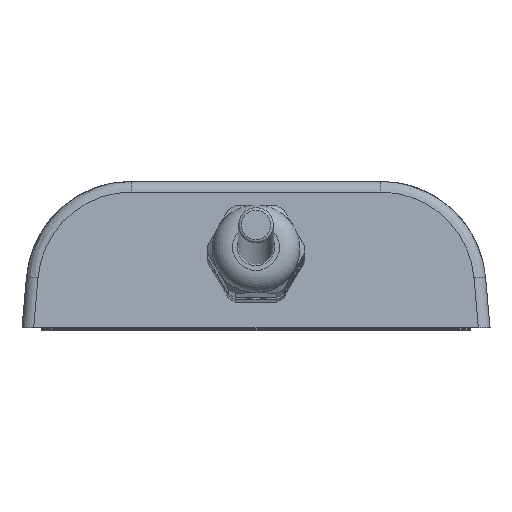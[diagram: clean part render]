
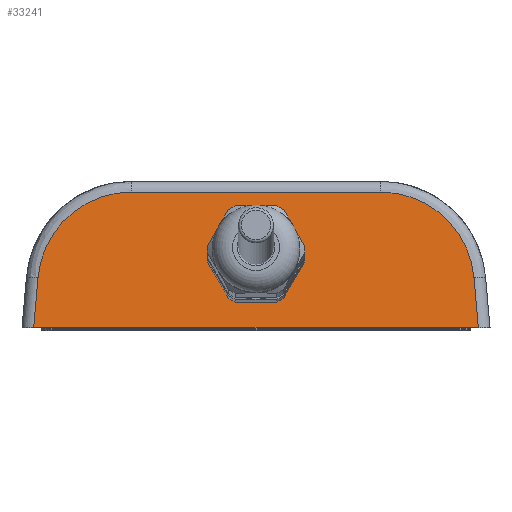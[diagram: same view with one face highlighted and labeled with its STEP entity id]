
A CAD part, front view. The second image highlights one B-rep face of the part: STEP entity #33241.
In plain terms, the highlighted face is planar.
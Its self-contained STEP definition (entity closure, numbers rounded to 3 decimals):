
#234=ELLIPSE('',#35335,16.061,16.);
#235=ELLIPSE('',#35336,16.061,16.);
#702=FACE_BOUND('',#13419,.T.);
#1604=PLANE('',#35337);
#4483=LINE('',#51634,#8531);
#4495=LINE('',#51675,#8543);
#4496=LINE('',#51678,#8544);
#4743=LINE('',#53663,#8791);
#8531=VECTOR('',#40767,10.);
#8543=VECTOR('',#40803,10.);
#8544=VECTOR('',#40806,10.);
#8791=VECTOR('',#41499,10.);
#11588=FACE_OUTER_BOUND('',#13418,.T.);
#13418=EDGE_LOOP('',(#29028,#29029,#29030,#29031,#29032,#29033));
#13419=EDGE_LOOP('',(#29034));
#14214=CIRCLE('',#34523,4.);
#15121=VERTEX_POINT('',#47799);
#16220=VERTEX_POINT('',#51631);
#16221=VERTEX_POINT('',#51633);
#16238=VERTEX_POINT('',#51673);
#16239=VERTEX_POINT('',#51677);
#16503=VERTEX_POINT('',#53660);
#16504=VERTEX_POINT('',#53662);
#18779=EDGE_CURVE('',#15121,#15121,#14214,.T.);
#20401=EDGE_CURVE('',#16220,#16221,#4483,.T.);
#20422=EDGE_CURVE('',#16238,#16220,#4495,.T.);
#20423=EDGE_CURVE('',#16221,#16239,#4496,.T.);
#20843=EDGE_CURVE('',#16503,#16504,#4743,.T.);
#20845=EDGE_CURVE('',#16239,#16503,#234,.T.);
#20846=EDGE_CURVE('',#16504,#16238,#235,.T.);
#29028=ORIENTED_EDGE('',*,*,#20422,.F.);
#29029=ORIENTED_EDGE('',*,*,#20846,.F.);
#29030=ORIENTED_EDGE('',*,*,#20843,.F.);
#29031=ORIENTED_EDGE('',*,*,#20845,.F.);
#29032=ORIENTED_EDGE('',*,*,#20423,.F.);
#29033=ORIENTED_EDGE('',*,*,#20401,.F.);
#29034=ORIENTED_EDGE('',*,*,#18779,.T.);
#33241=ADVANCED_FACE('',(#11588,#702),#1604,.F.);
#34523=AXIS2_PLACEMENT_3D('',#47800,#38098,#38099);
#35335=AXIS2_PLACEMENT_3D('',#53700,#41502,#41503);
#35336=AXIS2_PLACEMENT_3D('',#53736,#41504,#41505);
#35337=AXIS2_PLACEMENT_3D('',#53737,#41506,#41507);
#38098=DIRECTION('center_axis',(0.,-0.087,0.996));
#38099=DIRECTION('ref_axis',(-1.,0.,0.));
#40767=DIRECTION('',(1.,0.,0.));
#40803=DIRECTION('',(-0.087,-0.992,-0.087));
#40806=DIRECTION('',(-0.087,0.992,0.087));
#41499=DIRECTION('',(-1.,0.,0.));
#41502=DIRECTION('center_axis',(0.,-0.087,0.996));
#41503=DIRECTION('ref_axis',(0.,0.996,0.087));
#41504=DIRECTION('center_axis',(0.,-0.087,0.996));
#41505=DIRECTION('ref_axis',(0.,0.996,0.087));
#41506=DIRECTION('center_axis',(0.,-0.087,0.996));
#41507=DIRECTION('ref_axis',(1.,0.,0.));
#47799=CARTESIAN_POINT('',(44.,11.858,1.037));
#47800=CARTESIAN_POINT('Origin',(40.,11.858,1.037));
#51631=CARTESIAN_POINT('',(1.992,0.,0.));
#51633=CARTESIAN_POINT('',(78.008,0.,0.));
#51634=CARTESIAN_POINT('',(0.,0.,0.));
#51673=CARTESIAN_POINT('',(2.742,8.569,0.75));
#51675=CARTESIAN_POINT('',(2.669,7.731,0.676));
#51677=CARTESIAN_POINT('',(77.258,8.569,0.75));
#51678=CARTESIAN_POINT('',(76.25,20.09,1.758));
#53660=CARTESIAN_POINT('',(61.319,23.174,2.027));
#53662=CARTESIAN_POINT('',(18.681,23.174,2.027));
#53663=CARTESIAN_POINT('',(20.,23.174,2.027));
#53700=CARTESIAN_POINT('Origin',(61.319,7.174,0.628));
#53736=CARTESIAN_POINT('Origin',(18.681,7.174,0.628));
#53737=CARTESIAN_POINT('Origin',(40.,12.452,1.089));
